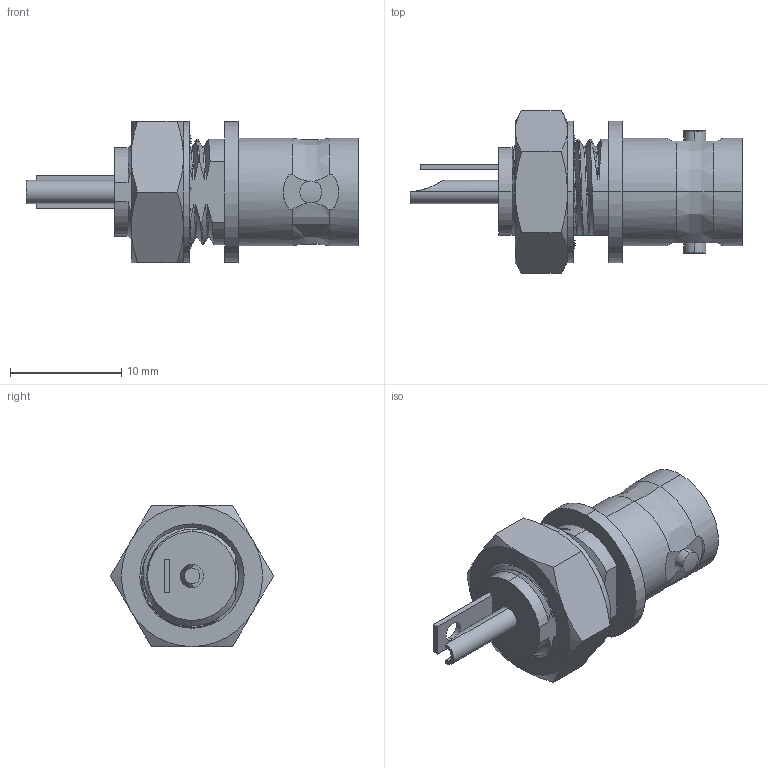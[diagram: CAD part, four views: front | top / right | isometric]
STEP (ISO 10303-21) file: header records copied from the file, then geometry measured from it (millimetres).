
FILE_DESCRIPTION(('CAx-IF Rec.Pracs.---Model Styling and Organization---1.5---2016-08-15','CAx-IF Rec.Pracs.---Geometric and Assembly Validation Properties---4.4---2016-08-17','CAx-IF Rec.Pracs.---User Defined Attributes---1.5---2016-08-15','CAx-IF Rec.Pracs.---External References---2.1---2005-01-19'),'2;1');
FILE_NAME('737580.step','2023-09-19T00:59:10',('Unspecified'),('Unspecified'),'CAD Exchanger 3.10.2 (cadexchanger.com)','Unspecified','');
FILE_SCHEMA(('AUTOMOTIVE_DESIGN { 1 0 10303 214 1 1 1 1 }'));
Length unit declared in the file: millimetre
Products named in the file (1): 031-10-RFXG1
Bounding box: 29.88 x 14.66 x 12.7 mm (x, y, z)
Surface area: 1944.1 mm2 (no closed solid volume)
Topology: 0 solids, 1 shells, 294 faces, 820 edges, 524 vertices
Faces by surface type: bspline 121, cylinder 95, plane 43, cone 35
Entity records: 18740 total; most frequent: CARTESIAN_POINT 12525, ORIENTED_EDGE 1631, EDGE_CURVE 817, DIRECTION 761, B_SPLINE_CURVE_WITH_KNOTS 532, VERTEX_POINT 524, FACE_BOUND 306, EDGE_LOOP 306
